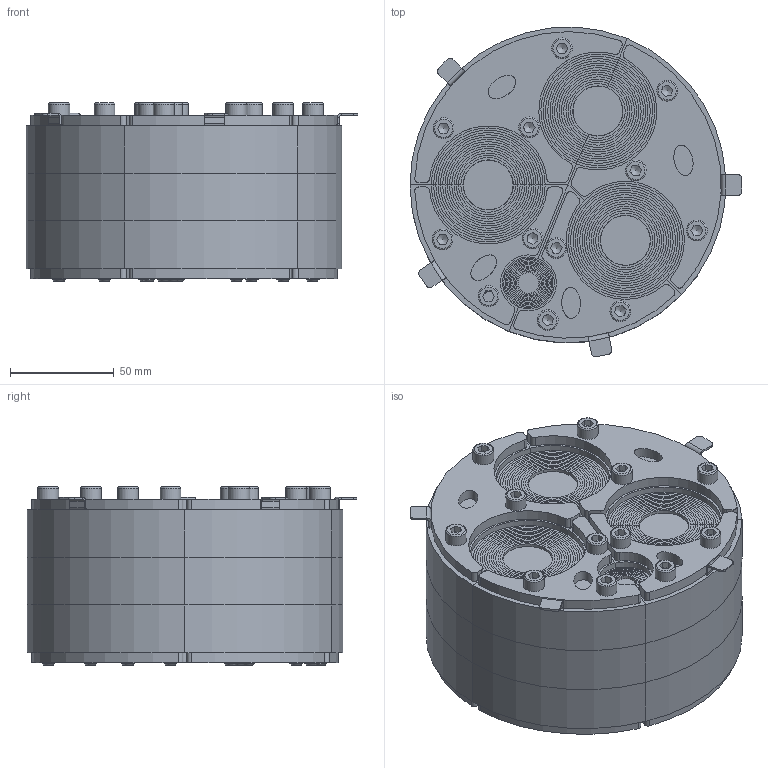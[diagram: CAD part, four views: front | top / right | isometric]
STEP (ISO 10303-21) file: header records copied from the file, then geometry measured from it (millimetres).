
FILE_DESCRIPTION(/* description */ (''),/* implementation_level */ '2;1');
FILE_NAME(/* name */ '100-228485A.stp',/* time_stamp */ '2023-01-16T10:47:07+01:00',/* author */ ('se-larlar'),/* organization */ (''),/* preprocessor_version */ 'ST-DEVELOPER v18.1',/* originating_system */ 'Autodesk Inventor 2021',/* authorisation */ '');
FILE_SCHEMA (('AUTOMOTIVE_DESIGN { 1 0 10303 214 3 1 1 }'));
Length unit declared in the file: millimetre
Products named in the file (1): 100-228485_Shrinkwrap_1
Bounding box: 160.25 x 159.09 x 86 mm (x, y, z)
Volume: 1302938.2 mm3; surface area: 338402.7 mm2
Topology: 48 solids, 48 shells, 1076 faces, 2408 edges, 1440 vertices
Faces by surface type: plane 772, cylinder 252, torus 24, cone 24, bspline 4
Full cylindrical faces by diameter (mm): 4.917 x12, 5.7 x36, 6 x12, 6.5 x12, 10 x13, 24 x3
Entity records: 30669 total; most frequent: DIRECTION 5266, CARTESIAN_POINT 5149, ORIENTED_EDGE 4792, EDGE_CURVE 2396, AXIS2_PLACEMENT_3D 1881, LINE 1504, VECTOR 1504, VERTEX_POINT 1440
